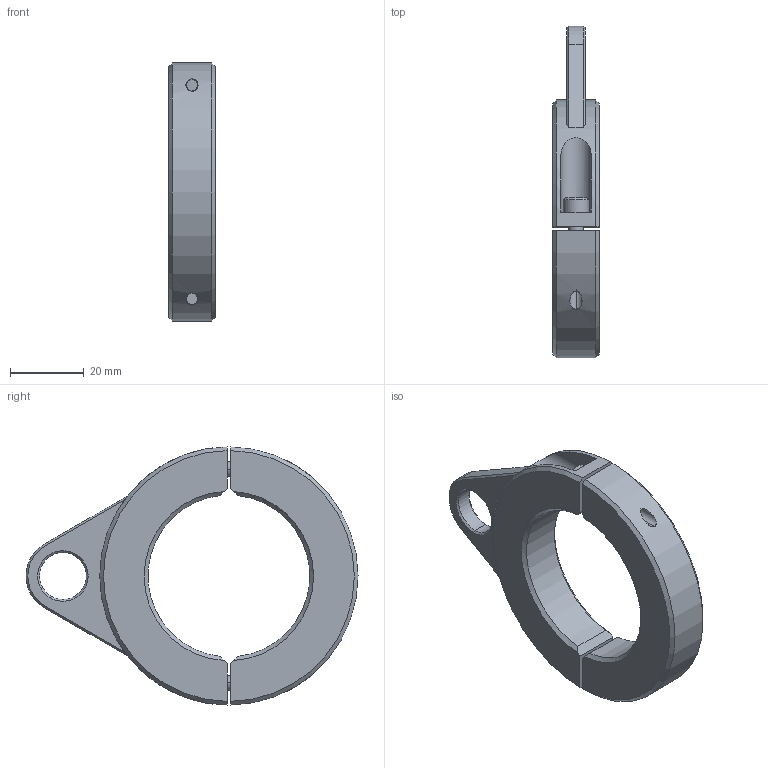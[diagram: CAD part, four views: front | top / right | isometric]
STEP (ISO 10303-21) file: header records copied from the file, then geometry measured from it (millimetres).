
FILE_DESCRIPTION((''),'2;1');
FILE_NAME('T50-3000048_ASM','2019-02-12T',('D0L91'),(''),'CREO PARAMETRIC BY PTC INC, 2016130','CREO PARAMETRIC BY PTC INC, 2016130','');
FILE_SCHEMA(('CONFIG_CONTROL_DESIGN'));
Products named in the file (6): T50-1000053; T50-1000088; T50-1000089; T50-3000049_ASM; 542940-29; T50-3000048_ASM
Assembly tree (6 placements, depth 3):
  T50-3000048_ASM
    T50-1000053
    T50-3000049_ASM
      T50-1000088
      T50-1000089
    542940-29  x2
Bounding box: 12.7 x 90 x 69.99 mm (x, y, z)
Volume: 29106 mm3; surface area: 12316.1 mm2
Topology: 5 solids, 5 shells, 102 faces, 234 edges, 148 vertices
Faces by surface type: plane 46, cone 30, cylinder 26
Entity records: 2707 total; most frequent: CARTESIAN_POINT 600, DIRECTION 434, ORIENTED_EDGE 392, EDGE_CURVE 196, AXIS2_PLACEMENT_3D 166, VERTEX_POINT 124, VECTOR 102, LINE 102
